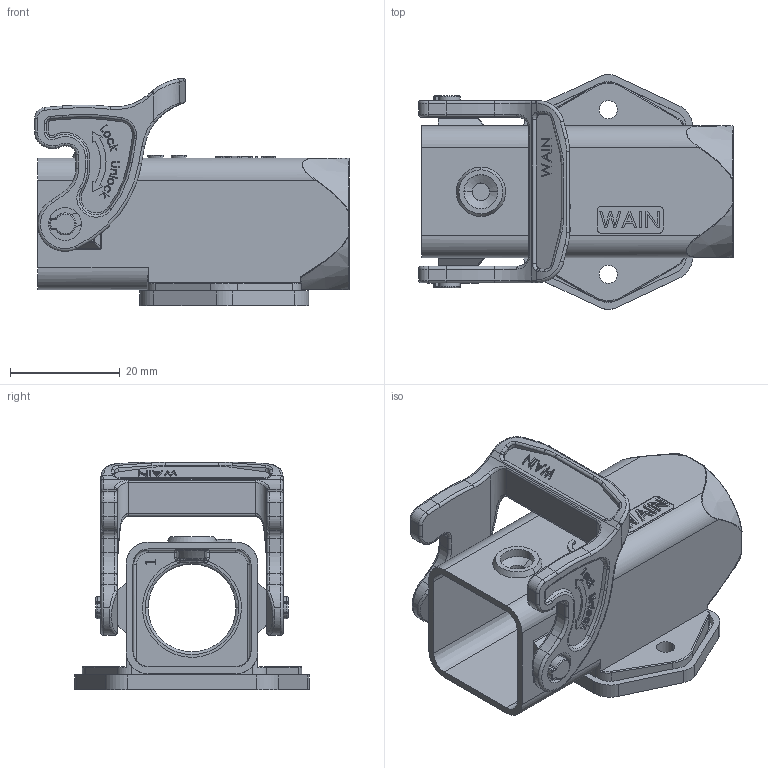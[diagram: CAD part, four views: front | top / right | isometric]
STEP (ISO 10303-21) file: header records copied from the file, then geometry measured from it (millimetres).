
FILE_DESCRIPTION((''),'2;1');
FILE_NAME('3D_1180032271008_H3A_P-SF-1L-PG','2024-01-09T',('yp.zhu'),(''),'PRO/ENGINEER BY PARAMETRIC TECHNOLOGY CORPORATION, 2012480','PRO/ENGINEER BY PARAMETRIC TECHNOLOGY CORPORATION, 2012480','');
FILE_SCHEMA(('CONFIG_CONTROL_DESIGN'));
Length unit declared in the file: millimetre
Products named in the file (1): 3D_1180032271008_H3A_P-SF-1L-PG
Bounding box: 57.36 x 42.77 x 41.43 mm (x, y, z)
Volume: 6 mm3; surface area: 14515.4 mm2
Topology: 2 solids, 5 shells, 1019 faces, 2682 edges, 1687 vertices
Faces by surface type: plane 398, cylinder 221, bspline 214, torus 108, cone 36, sphere 24, extrusion 18
Entity records: 42783 total; most frequent: CARTESIAN_POINT 19280, ORIENTED_EDGE 5294, DIRECTION 4203, EDGE_CURVE 2656, VERTEX_POINT 1687, AXIS2_PLACEMENT_3D 1425, VECTOR 1353, LINE 1335
